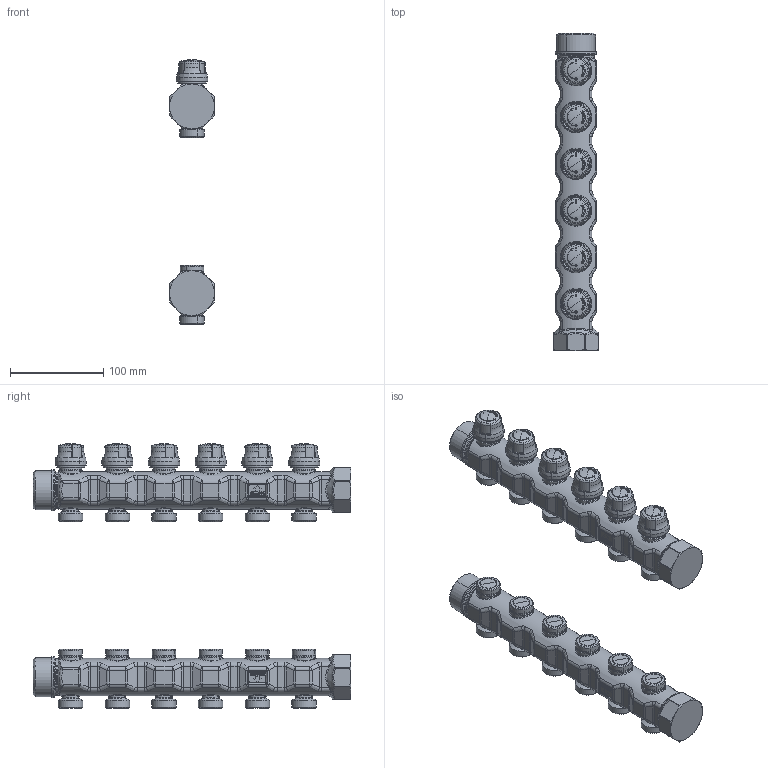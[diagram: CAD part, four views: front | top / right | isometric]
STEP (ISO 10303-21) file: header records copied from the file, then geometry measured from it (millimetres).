
FILE_DESCRIPTION(('CATIA V5 STEP Exchange','CAx-IF Rec.Pracs.--- Model Styling and Organization---1.5--- 2016-08-15','CAx-IF Rec.Pracs.---Supplemental Geometry---1.0---2011-11-01','CAx-IF Rec.Pracs.--- Composite Materials ---3.4---2017-06-13','CAx-IF Rec.Pracs.---Tessellated 3D Geometry---1.0---2015-12-17'),'2;1');
FILE_NAME('STEP_663765_-_TST.stp','2025-07-02T08:40:02+00:00',('none'),('none'),'CATIA Version 5-6 Release 2020 SP5','CATIA V5 STEP AP242 v2','none');
FILE_SCHEMA(('AP242_MANAGED_MODEL_BASED_3D_ENGINEERING_MIM_LF {1 0 10303 442 1 1 4}'));
Products named in the file (1): 663765 - TST
Bounding box: 48 x 340 x 283.6 mm (x, y, z)
Volume: 1183982.1 mm3; surface area: 142956.2 mm2
Topology: 2 solids, 2 shells, 2888 faces, 7150 edges, 4134 vertices
Faces by surface type: plane 900, bspline 814, cylinder 556, sphere 272, cone 190, torus 156
Entity records: 113228 total; most frequent: CARTESIAN_POINT 57222, ORIENTED_EDGE 13740, EDGE_CURVE 6870, DIRECTION 6486, VERTEX_POINT 4134, B_SPLINE_CURVE_WITH_KNOTS 3390, EDGE_LOOP 3036, ADVANCED_FACE 2888
